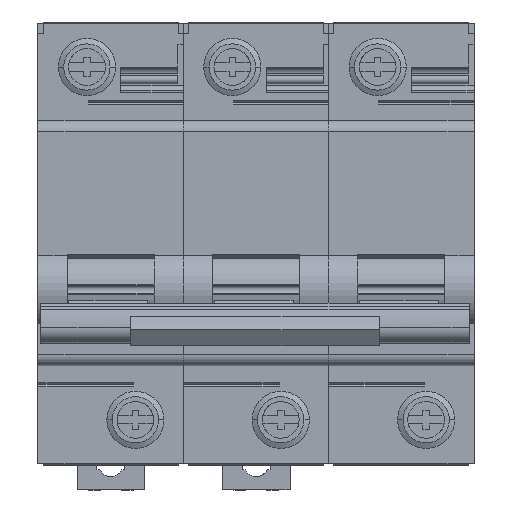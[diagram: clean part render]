
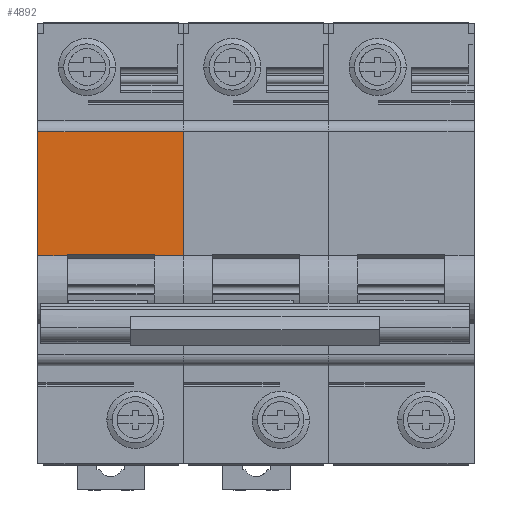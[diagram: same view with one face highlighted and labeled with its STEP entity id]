
A CAD part, top view. The second image highlights one B-rep face of the part: STEP entity #4892.
In plain terms, the highlighted planar face has unit normal (0, 0, 1).
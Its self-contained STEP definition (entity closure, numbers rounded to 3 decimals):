
#71=DIRECTION('',(0.,-1.,0.));
#72=VECTOR('',#71,22.806);
#73=CARTESIAN_POINT('',(-13.35,20.35,31.064));
#74=LINE('',#73,#72);
#688=DIRECTION('',(0.,-1.,0.));
#689=VECTOR('',#688,22.806);
#690=CARTESIAN_POINT('',(13.35,20.35,31.064));
#691=LINE('',#690,#689);
#866=DIRECTION('',(1.,0.,0.));
#867=VECTOR('',#866,5.35);
#868=CARTESIAN_POINT('',(8.,-2.456,31.064));
#869=LINE('',#868,#867);
#875=DIRECTION('',(1.,0.,0.));
#876=VECTOR('',#875,5.35);
#877=CARTESIAN_POINT('',(-13.35,-2.456,31.064));
#878=LINE('',#877,#876);
#879=DIRECTION('',(0.,1.,0.));
#880=VECTOR('',#879,0.331);
#881=CARTESIAN_POINT('',(8.,-2.456,31.064));
#882=LINE('',#881,#880);
#883=DIRECTION('',(1.,0.,0.));
#884=VECTOR('',#883,16.);
#885=CARTESIAN_POINT('',(-8.,-2.125,31.064));
#886=LINE('',#885,#884);
#887=DIRECTION('',(0.,1.,0.));
#888=VECTOR('',#887,0.331);
#889=CARTESIAN_POINT('',(-8.,-2.456,31.064));
#890=LINE('',#889,#888);
#891=DIRECTION('',(1.,0.,0.));
#892=VECTOR('',#891,26.7);
#893=CARTESIAN_POINT('',(-13.35,20.35,31.064));
#894=LINE('',#893,#892);
#3141=CARTESIAN_POINT('',(-13.35,20.35,31.064));
#3142=VERTEX_POINT('',#3141);
#3143=CARTESIAN_POINT('',(-13.35,-2.456,31.064));
#3144=VERTEX_POINT('',#3143);
#3199=CARTESIAN_POINT('',(13.35,20.35,31.064));
#3200=VERTEX_POINT('',#3199);
#3201=CARTESIAN_POINT('',(13.35,-2.456,31.064));
#3202=VERTEX_POINT('',#3201);
#3479=CARTESIAN_POINT('',(8.,-2.456,31.064));
#3480=CARTESIAN_POINT('',(8.,-2.125,31.064));
#3481=VERTEX_POINT('',#3479);
#3482=VERTEX_POINT('',#3480);
#3483=CARTESIAN_POINT('',(-8.,-2.456,31.064));
#3484=CARTESIAN_POINT('',(-8.,-2.125,31.064));
#3485=VERTEX_POINT('',#3483);
#3486=VERTEX_POINT('',#3484);
#4874=CARTESIAN_POINT('',(-13.35,20.35,31.064));
#4875=DIRECTION('',(0.,0.,1.));
#4876=DIRECTION('',(0.,-1.,0.));
#4877=AXIS2_PLACEMENT_3D('',#4874,#4875,#4876);
#4878=PLANE('',#4877);
#4879=ORIENTED_EDGE('',*,*,#4773,.T.);
#4881=ORIENTED_EDGE('',*,*,#4880,.F.);
#4883=ORIENTED_EDGE('',*,*,#4882,.F.);
#4884=ORIENTED_EDGE('',*,*,#4869,.F.);
#4885=ORIENTED_EDGE('',*,*,#4115,.F.);
#4887=ORIENTED_EDGE('',*,*,#4886,.T.);
#4888=ORIENTED_EDGE('',*,*,#4566,.T.);
#4889=ORIENTED_EDGE('',*,*,#4853,.F.);
#4890=EDGE_LOOP('',(#4879,#4881,#4883,#4884,#4885,#4887,#4888,#4889));
#4891=FACE_OUTER_BOUND('',#4890,.F.);
#4892=ADVANCED_FACE('',(#4891),#4878,.T.);
#4115=EDGE_CURVE('',#3142,#3144,#74,.T.);
#4566=EDGE_CURVE('',#3200,#3202,#691,.T.);
#4773=EDGE_CURVE('',#3481,#3482,#882,.T.);
#4853=EDGE_CURVE('',#3481,#3202,#869,.T.);
#4869=EDGE_CURVE('',#3144,#3485,#878,.T.);
#4880=EDGE_CURVE('',#3486,#3482,#886,.T.);
#4882=EDGE_CURVE('',#3485,#3486,#890,.T.);
#4886=EDGE_CURVE('',#3142,#3200,#894,.T.);
